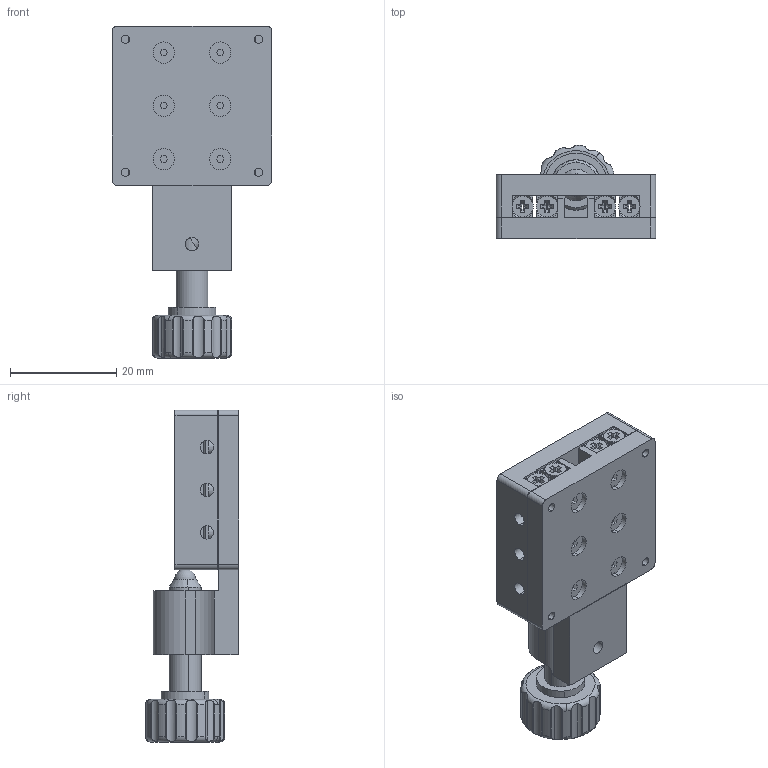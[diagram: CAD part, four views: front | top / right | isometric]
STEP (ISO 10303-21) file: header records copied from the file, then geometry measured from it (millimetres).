
FILE_DESCRIPTION (( 'STEP AP203' ), '1' );
FILE_NAME ('56STS-1M.STEP', '2023-04-27T02:21:08', ( '' ), ( '' ), 'SwSTEP 2.0', 'SolidWorks 2022', '' );
FILE_SCHEMA (( 'CONFIG_CONTROL_DESIGN' ));
Length unit declared in the file: millimetre
Products named in the file (1): 56STS-1M
Bounding box: 30 x 17.6 x 62.4 mm (x, y, z)
Surface area: 10499.3 mm2 (no closed solid volume)
Topology: 0 solids, 37 shells, 486 faces, 1470 edges, 1011 vertices
Faces by surface type: plane 286, cylinder 158, cone 36, torus 4, sphere 2
Entity records: 17132 total; most frequent: CARTESIAN_POINT 4282, DIRECTION 2527, ORIENTED_EDGE 2490, EDGE_CURVE 1465, VERTEX_POINT 1008, AXIS2_PLACEMENT_3D 873, LINE 781, VECTOR 781
